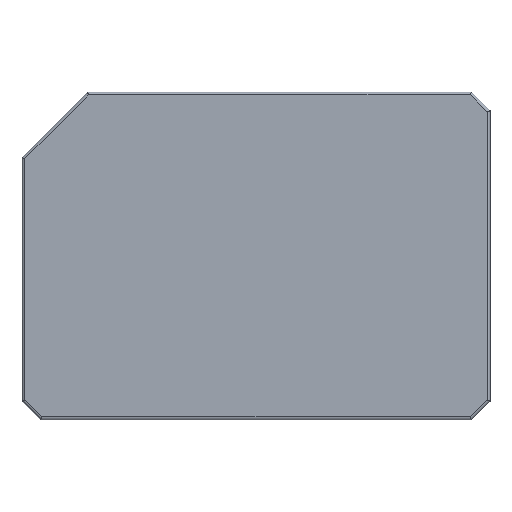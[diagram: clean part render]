
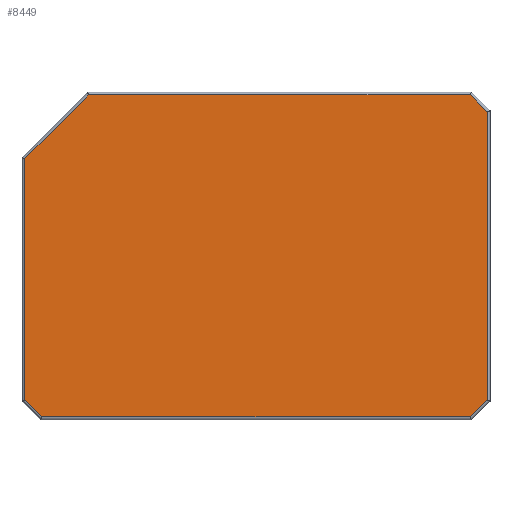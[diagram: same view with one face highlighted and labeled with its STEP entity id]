
A CAD part, top view. The second image highlights one B-rep face of the part: STEP entity #8449.
In plain terms, the highlighted planar face has unit normal (0, 0, 1).
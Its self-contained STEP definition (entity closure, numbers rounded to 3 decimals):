
#143=PLANE('',#8907);
#528=FACE_OUTER_BOUND('',#961,.T.);
#961=EDGE_LOOP('',(#5895,#5896,#5897,#5898,#5899,#5900,#5901,#5902));
#1413=LINE('',#11671,#2576);
#1415=LINE('',#11678,#2578);
#1417=LINE('',#11684,#2580);
#1418=LINE('',#11687,#2581);
#1420=LINE('',#11693,#2583);
#1422=LINE('',#11699,#2585);
#1425=LINE('',#11707,#2588);
#1427=LINE('',#11711,#2590);
#2576=VECTOR('',#9431,10.);
#2578=VECTOR('',#9439,10.);
#2580=VECTOR('',#9445,10.);
#2581=VECTOR('',#9448,10.);
#2583=VECTOR('',#9454,10.);
#2585=VECTOR('',#9460,10.);
#2588=VECTOR('',#9467,10.);
#2590=VECTOR('',#9473,10.);
#3740=VERTEX_POINT('',#11668);
#3741=VERTEX_POINT('',#11670);
#3743=VERTEX_POINT('',#11676);
#3745=VERTEX_POINT('',#11682);
#3746=VERTEX_POINT('',#11686);
#3748=VERTEX_POINT('',#11692);
#3750=VERTEX_POINT('',#11698);
#3753=VERTEX_POINT('',#11706);
#4582=EDGE_CURVE('',#3740,#3741,#1413,.T.);
#4586=EDGE_CURVE('',#3743,#3740,#1415,.T.);
#4589=EDGE_CURVE('',#3745,#3743,#1417,.T.);
#4590=EDGE_CURVE('',#3746,#3745,#1418,.T.);
#4593=EDGE_CURVE('',#3748,#3746,#1420,.T.);
#4596=EDGE_CURVE('',#3750,#3748,#1422,.T.);
#4600=EDGE_CURVE('',#3741,#3753,#1425,.T.);
#4603=EDGE_CURVE('',#3753,#3750,#1427,.T.);
#5895=ORIENTED_EDGE('',*,*,#4582,.F.);
#5896=ORIENTED_EDGE('',*,*,#4586,.F.);
#5897=ORIENTED_EDGE('',*,*,#4589,.F.);
#5898=ORIENTED_EDGE('',*,*,#4590,.F.);
#5899=ORIENTED_EDGE('',*,*,#4593,.F.);
#5900=ORIENTED_EDGE('',*,*,#4596,.F.);
#5901=ORIENTED_EDGE('',*,*,#4603,.F.);
#5902=ORIENTED_EDGE('',*,*,#4600,.F.);
#8449=ADVANCED_FACE('',(#528),#143,.F.);
#8907=AXIS2_PLACEMENT_3D('',#11730,#9491,#9492);
#9431=DIRECTION('',(0.,1.,0.));
#9439=DIRECTION('',(-0.707,0.707,0.));
#9445=DIRECTION('',(-1.,0.,0.));
#9448=DIRECTION('',(-0.707,-0.707,0.));
#9454=DIRECTION('',(0.,-1.,0.));
#9460=DIRECTION('',(0.707,-0.707,0.));
#9467=DIRECTION('',(0.707,0.707,0.));
#9473=DIRECTION('',(1.,0.,0.));
#9491=DIRECTION('center_axis',(0.,0.,-1.));
#9492=DIRECTION('ref_axis',(-1.,0.,0.));
#11668=CARTESIAN_POINT('',(36.3,2.124,2.));
#11670=CARTESIAN_POINT('',(36.3,27.876,2.));
#11671=CARTESIAN_POINT('',(36.3,19.15,2.));
#11676=CARTESIAN_POINT('',(38.124,0.3,2.));
#11678=CARTESIAN_POINT('',(44.137,-5.713,2.));
#11682=CARTESIAN_POINT('',(83.876,0.3,2.));
#11684=CARTESIAN_POINT('',(55.,0.3,2.));
#11686=CARTESIAN_POINT('',(85.7,2.124,2.));
#11687=CARTESIAN_POINT('',(84.363,0.787,2.));
#11692=CARTESIAN_POINT('',(85.7,32.876,2.));
#11693=CARTESIAN_POINT('',(85.7,5.15,2.));
#11698=CARTESIAN_POINT('',(83.876,34.7,2.));
#11699=CARTESIAN_POINT('',(87.963,30.613,2.));
#11706=CARTESIAN_POINT('',(43.124,34.7,2.));
#11707=CARTESIAN_POINT('',(44.787,36.363,2.));
#11711=CARTESIAN_POINT('',(80.,34.7,2.));
#11730=CARTESIAN_POINT('Origin',(74.,10.3,2.));
